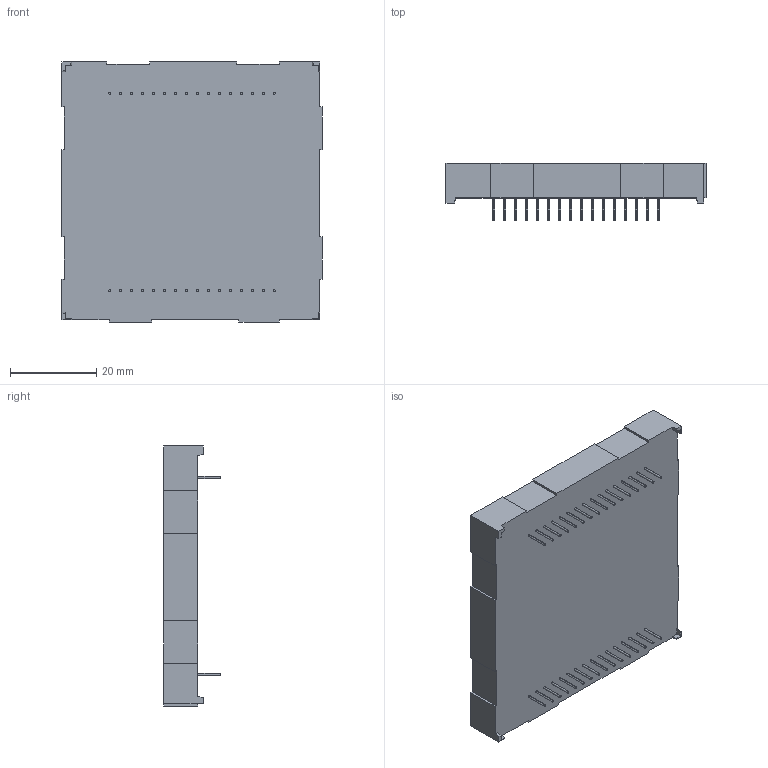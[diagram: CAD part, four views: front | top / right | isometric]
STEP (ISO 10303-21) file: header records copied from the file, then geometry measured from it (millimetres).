
FILE_DESCRIPTION (( 'STEP AP214' ), '1' );
FILE_NAME ('TBA-TBC23-11.STEP', '2008-09-07T17:01:15', ( '' ), ( '' ), 'SwSTEP 2.0', 'SolidWorks 2008', '' );
FILE_SCHEMA (( 'AUTOMOTIVE_DESIGN' ));
Length unit declared in the file: millimetre
Products named in the file (1): TBA-TBC23-11
Bounding box: 60.3 x 13.2 x 60.3 mm (x, y, z)
Volume: 28405.6 mm3; surface area: 9467.4 mm2
Topology: 1 solids, 1 shells, 629 faces, 1509 edges, 1006 vertices
Faces by surface type: plane 321, cylinder 192, bspline 116
Entity records: 27597 total; most frequent: CARTESIAN_POINT 9533, ORIENTED_EDGE 3018, DIRECTION 2689, EDGE_CURVE 1509, VERTEX_POINT 1006, AXIS2_PLACEMENT_3D 898, VECTOR 893, LINE 893
